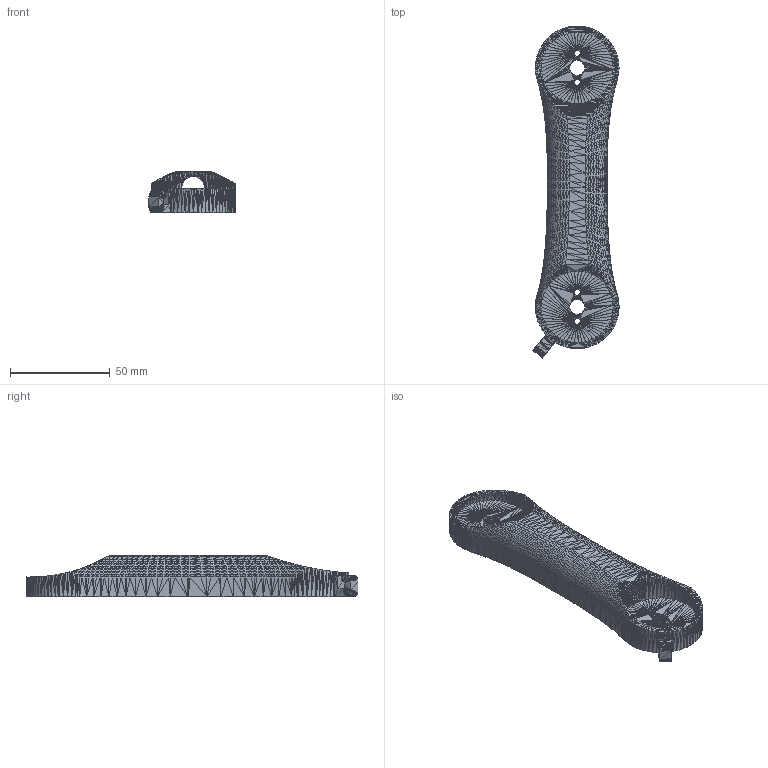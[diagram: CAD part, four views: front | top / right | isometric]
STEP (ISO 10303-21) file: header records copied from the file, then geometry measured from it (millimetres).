
FILE_DESCRIPTION(('HOOPS Exchange Step'),'2;1');
FILE_NAME('Arm 01.step','2023-03-04T06:50:07+00:00',('root'),('Unknown organisation'),'HOOPS Exchange 2022.1','HOOPS Exchange','Unknown authorisation');
FILE_SCHEMA( ('AP203_CONFIGURATION_CONTROLLED_3D_DESIGN_OF_MECHANICAL_PARTS_AND_ASSEMBLIES_MIM_LF') );
Length unit declared in the file: millimetre
Products named in the file (1): 0
Bounding box: 43.22 x 166.68 x 21 mm (x, y, z)
Volume: 63871 mm3; surface area: 21761.7 mm2
Topology: 1 solids, 2 shells, 5696 faces, 8550 edges, 2842 vertices
Faces by surface type: plane 5696
Entity records: 48433 total; most frequent: DIRECTION 11394, CARTESIAN_POINT 8539, AXIS2_PLACEMENT_3D 5697, PLANE 5696, POLY_LOOP 5696, FACE_OUTER_BOUND 5696, FACE_SURFACE 5696, PLANE_ANGLE_MEASURE_WITH_UNIT 1
